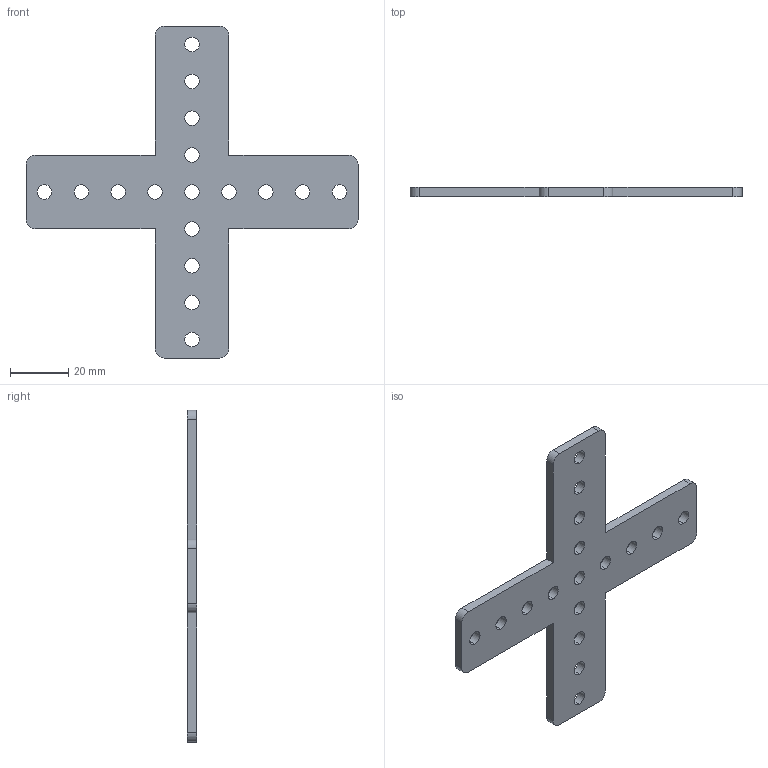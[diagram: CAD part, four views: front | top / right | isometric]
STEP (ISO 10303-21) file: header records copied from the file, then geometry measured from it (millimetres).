
FILE_DESCRIPTION (( 'STEP AP203' ), '1' );
FILE_NAME ('am-4159a 0.5IN Quad Gusset.STEP', '2024-11-13T19:53:32', ( '' ), ( '' ), 'SwSTEP 2.0', 'SolidWorks 2024', '' );
FILE_SCHEMA (( 'CONFIG_CONTROL_DESIGN' ));
Length unit declared in the file: inch
Products named in the file (1): am-4159a 0.5IN Quad Gusset
Bounding box: 114.3 x 3.17 x 114.3 mm (x, y, z)
Volume: 15281.5 mm3; surface area: 11887.3 mm2
Topology: 1 solids, 1 shells, 56 faces, 162 edges, 108 vertices
Faces by surface type: cylinder 42, plane 14
Entity records: 2037 total; most frequent: DIRECTION 360, CARTESIAN_POINT 327, ORIENTED_EDGE 324, EDGE_CURVE 162, AXIS2_PLACEMENT_3D 141, VERTEX_POINT 108, EDGE_LOOP 90, CIRCLE 84
